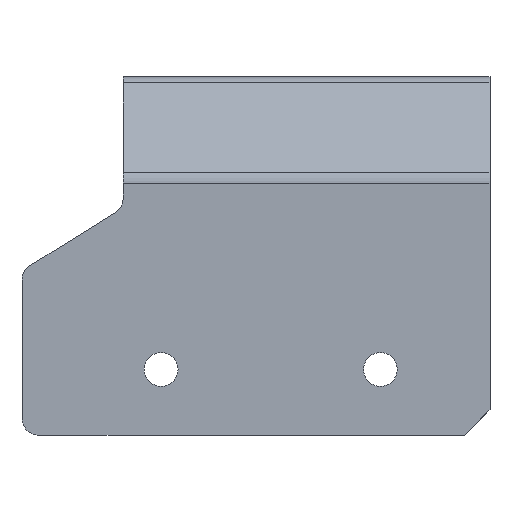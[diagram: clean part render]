
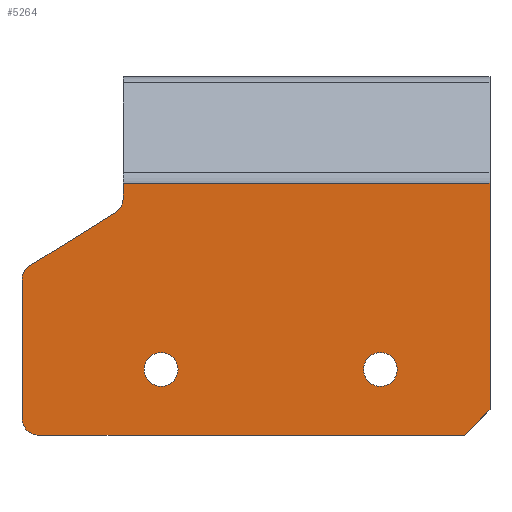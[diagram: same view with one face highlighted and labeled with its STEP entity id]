
A CAD part, left-side view. The second image highlights one B-rep face of the part: STEP entity #5264.
In plain terms, the highlighted planar face has unit normal (-1, 0, 0).
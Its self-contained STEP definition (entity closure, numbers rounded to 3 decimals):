
#66 = DIRECTION ( 'NONE',  ( -1., 0., 0. ) ) ;
#89 = DIRECTION ( 'NONE',  ( 0., 0., -1. ) ) ;
#188 = DIRECTION ( 'NONE',  ( 0., 0., 1. ) ) ;
#226 = CARTESIAN_POINT ( 'NONE',  ( -15., 55.5, -18. ) ) ;
#341 = CARTESIAN_POINT ( 'NONE',  ( -15., 55.5, -18. ) ) ;
#393 = EDGE_CURVE ( 'NONE', #4537, #5191, #4709, .T. ) ;
#407 = VERTEX_POINT ( 'NONE', #2005 ) ;
#411 = DIRECTION ( 'NONE',  ( 1., 0., 0. ) ) ;
#428 = CARTESIAN_POINT ( 'NONE',  ( -15., 13., -10.2 ) ) ;
#483 = DIRECTION ( 'NONE',  ( -1., 0., 0. ) ) ;
#529 = ORIENTED_EDGE ( 'NONE', *, *, #4609, .T. ) ;
#566 = EDGE_CURVE ( 'NONE', #1863, #5466, #3687, .T. ) ;
#569 = EDGE_CURVE ( 'NONE', #657, #960, #1081, .T. ) ;
#573 = CARTESIAN_POINT ( 'NONE',  ( -15., 43.5, 9. ) ) ;
#657 = VERTEX_POINT ( 'NONE', #938 ) ;
#693 = ORIENTED_EDGE ( 'NONE', *, *, #5476, .T. ) ;
#838 = CARTESIAN_POINT ( 'NONE',  ( -15., 3., -18. ) ) ;
#859 = VECTOR ( 'NONE', #188, 1000. ) ;
#898 = CARTESIAN_POINT ( 'NONE',  ( -15., 39., -10.2 ) ) ;
#900 = AXIS2_PLACEMENT_3D ( 'NONE', #428, #66, #3083 ) ;
#935 = AXIS2_PLACEMENT_3D ( 'NONE', #2450, #5534, #4699 ) ;
#938 = CARTESIAN_POINT ( 'NONE',  ( -15., 39., -8.2 ) ) ;
#960 = VERTEX_POINT ( 'NONE', #3996 ) ;
#1081 = CIRCLE ( 'NONE', #4117, 2. ) ;
#1111 = VERTEX_POINT ( 'NONE', #4792 ) ;
#1126 = CARTESIAN_POINT ( 'NONE',  ( -15., 55.5, 0.392 ) ) ;
#1167 = LINE ( 'NONE', #4066, #3699 ) ;
#1174 = CARTESIAN_POINT ( 'NONE',  ( -15., 55.5, 11.855 ) ) ;
#1226 = ORIENTED_EDGE ( 'NONE', *, *, #4143, .F. ) ;
#1247 = DIRECTION ( 'NONE',  ( 0., 0., 1. ) ) ;
#1303 = CIRCLE ( 'NONE', #900, 2. ) ;
#1313 = AXIS2_PLACEMENT_3D ( 'NONE', #3062, #3966, #5242 ) ;
#1405 = ORIENTED_EDGE ( 'NONE', *, *, #4721, .F. ) ;
#1408 = VECTOR ( 'NONE', #4246, 1000. ) ;
#1510 = EDGE_CURVE ( 'NONE', #3910, #407, #4183, .T. ) ;
#1567 = FACE_BOUND ( 'NONE', #2797, .T. ) ;
#1574 = ORIENTED_EDGE ( 'NONE', *, *, #393, .T. ) ;
#1599 = LINE ( 'NONE', #573, #859 ) ;
#1816 = ORIENTED_EDGE ( 'NONE', *, *, #569, .F. ) ;
#1847 = DIRECTION ( 'NONE',  ( 0., 0., -1. ) ) ;
#1859 = EDGE_LOOP ( 'NONE', ( #693, #529, #1574, #5211, #1226, #5006, #4561, #4797, #5129, #5432 ) ) ;
#1863 = VERTEX_POINT ( 'NONE', #4658 ) ;
#1927 = LINE ( 'NONE', #838, #2405 ) ;
#1984 = VERTEX_POINT ( 'NONE', #2296 ) ;
#1991 = CARTESIAN_POINT ( 'NONE',  ( -15., 55.5, -16. ) ) ;
#2005 = CARTESIAN_POINT ( 'NONE',  ( -15., 13., -12.2 ) ) ;
#2155 = CARTESIAN_POINT ( 'NONE',  ( -15., 45.5, 10.108 ) ) ;
#2197 = AXIS2_PLACEMENT_3D ( 'NONE', #5346, #4502, #1847 ) ;
#2284 = DIRECTION ( 'NONE',  ( 0., 0., -1. ) ) ;
#2296 = CARTESIAN_POINT ( 'NONE',  ( -15., 43.5, 10.108 ) ) ;
#2374 = DIRECTION ( 'NONE',  ( 0., -1., 0. ) ) ;
#2378 = VERTEX_POINT ( 'NONE', #2742 ) ;
#2405 = VECTOR ( 'NONE', #3045, 1000. ) ;
#2450 = CARTESIAN_POINT ( 'NONE',  ( -15., 53.5, -16. ) ) ;
#2573 = LINE ( 'NONE', #1174, #1408 ) ;
#2697 = AXIS2_PLACEMENT_3D ( 'NONE', #2155, #411, #5636 ) ;
#2742 = CARTESIAN_POINT ( 'NONE',  ( -15., 43.5, 11.855 ) ) ;
#2797 = EDGE_LOOP ( 'NONE', ( #1405, #1816 ) ) ;
#3017 = FACE_OUTER_BOUND ( 'NONE', #1859, .T. ) ;
#3045 = DIRECTION ( 'NONE',  ( 0., -0.707, 0.707 ) ) ;
#3062 = CARTESIAN_POINT ( 'NONE',  ( -15., 55.5, -18. ) ) ;
#3075 = VERTEX_POINT ( 'NONE', #1991 ) ;
#3083 = DIRECTION ( 'NONE',  ( 0., 0., -1. ) ) ;
#3087 = CARTESIAN_POINT ( 'NONE',  ( -15., 53.5, 0.392 ) ) ;
#3095 = CARTESIAN_POINT ( 'NONE',  ( -15., 0., 11.855 ) ) ;
#3099 = DIRECTION ( 'NONE',  ( -1., 0., 0. ) ) ;
#3154 = CIRCLE ( 'NONE', #2697, 2. ) ;
#3188 = DIRECTION ( 'NONE',  ( 0., -0.848, 0.53 ) ) ;
#3220 = LINE ( 'NONE', #341, #4328 ) ;
#3235 = AXIS2_PLACEMENT_3D ( 'NONE', #3087, #483, #89 ) ;
#3240 = EDGE_CURVE ( 'NONE', #5191, #2378, #2573, .T. ) ;
#3582 = CARTESIAN_POINT ( 'NONE',  ( -15., 0., -18. ) ) ;
#3646 = AXIS2_PLACEMENT_3D ( 'NONE', #4901, #4472, #5341 ) ;
#3669 = DIRECTION ( 'NONE',  ( 0., 0., 1. ) ) ;
#3687 = CIRCLE ( 'NONE', #3235, 2. ) ;
#3699 = VECTOR ( 'NONE', #3188, 1000. ) ;
#3904 = LINE ( 'NONE', #226, #4640 ) ;
#3910 = VERTEX_POINT ( 'NONE', #4673 ) ;
#3966 = DIRECTION ( 'NONE',  ( 1., 0., 0. ) ) ;
#3973 = VECTOR ( 'NONE', #3669, 1000. ) ;
#3996 = CARTESIAN_POINT ( 'NONE',  ( -15., 39., -12.2 ) ) ;
#4066 = CARTESIAN_POINT ( 'NONE',  ( -15., 55.5, 1.5 ) ) ;
#4117 = AXIS2_PLACEMENT_3D ( 'NONE', #898, #3099, #2284 ) ;
#4143 = EDGE_CURVE ( 'NONE', #1984, #2378, #1599, .T. ) ;
#4183 = CIRCLE ( 'NONE', #3646, 2. ) ;
#4246 = DIRECTION ( 'NONE',  ( 0., 1., 0. ) ) ;
#4294 = VERTEX_POINT ( 'NONE', #4622 ) ;
#4327 = ORIENTED_EDGE ( 'NONE', *, *, #5268, .F. ) ;
#4328 = VECTOR ( 'NONE', #1247, 1000. ) ;
#4472 = DIRECTION ( 'NONE',  ( -1., 0., 0. ) ) ;
#4499 = VERTEX_POINT ( 'NONE', #4765 ) ;
#4502 = DIRECTION ( 'NONE',  ( -1., 0., 0. ) ) ;
#4524 = CIRCLE ( 'NONE', #2197, 2. ) ;
#4537 = VERTEX_POINT ( 'NONE', #5241 ) ;
#4561 = ORIENTED_EDGE ( 'NONE', *, *, #4678, .F. ) ;
#4609 = EDGE_CURVE ( 'NONE', #4294, #4537, #1927, .T. ) ;
#4622 = CARTESIAN_POINT ( 'NONE',  ( -15., 3., -18. ) ) ;
#4640 = VECTOR ( 'NONE', #2374, 1000. ) ;
#4647 = CIRCLE ( 'NONE', #935, 2. ) ;
#4658 = CARTESIAN_POINT ( 'NONE',  ( -15., 54.56, 2.088 ) ) ;
#4673 = CARTESIAN_POINT ( 'NONE',  ( -15., 13., -8.2 ) ) ;
#4678 = EDGE_CURVE ( 'NONE', #1863, #1111, #1167, .T. ) ;
#4699 = DIRECTION ( 'NONE',  ( 0., 0., -1. ) ) ;
#4709 = LINE ( 'NONE', #3582, #3973 ) ;
#4713 = EDGE_LOOP ( 'NONE', ( #4327, #4955 ) ) ;
#4721 = EDGE_CURVE ( 'NONE', #960, #657, #4524, .T. ) ;
#4765 = CARTESIAN_POINT ( 'NONE',  ( -15., 53.5, -18. ) ) ;
#4792 = CARTESIAN_POINT ( 'NONE',  ( -15., 44.44, 8.412 ) ) ;
#4797 = ORIENTED_EDGE ( 'NONE', *, *, #566, .T. ) ;
#4901 = CARTESIAN_POINT ( 'NONE',  ( -15., 13., -10.2 ) ) ;
#4933 = EDGE_CURVE ( 'NONE', #3075, #4499, #4647, .T. ) ;
#4955 = ORIENTED_EDGE ( 'NONE', *, *, #1510, .F. ) ;
#4971 = FACE_BOUND ( 'NONE', #4713, .T. ) ;
#5006 = ORIENTED_EDGE ( 'NONE', *, *, #5147, .T. ) ;
#5129 = ORIENTED_EDGE ( 'NONE', *, *, #5157, .F. ) ;
#5147 = EDGE_CURVE ( 'NONE', #1984, #1111, #3154, .T. ) ;
#5157 = EDGE_CURVE ( 'NONE', #3075, #5466, #3220, .T. ) ;
#5191 = VERTEX_POINT ( 'NONE', #3095 ) ;
#5211 = ORIENTED_EDGE ( 'NONE', *, *, #3240, .T. ) ;
#5241 = CARTESIAN_POINT ( 'NONE',  ( -15., 0., -15. ) ) ;
#5242 = DIRECTION ( 'NONE',  ( 0., 0., -1. ) ) ;
#5261 = PLANE ( 'NONE',  #1313 ) ;
#5264 = ADVANCED_FACE ( 'NONE', ( #1567, #4971, #3017 ), #5261, .F. ) ;
#5268 = EDGE_CURVE ( 'NONE', #407, #3910, #1303, .T. ) ;
#5341 = DIRECTION ( 'NONE',  ( 0., 0., -1. ) ) ;
#5346 = CARTESIAN_POINT ( 'NONE',  ( -15., 39., -10.2 ) ) ;
#5432 = ORIENTED_EDGE ( 'NONE', *, *, #4933, .T. ) ;
#5466 = VERTEX_POINT ( 'NONE', #1126 ) ;
#5476 = EDGE_CURVE ( 'NONE', #4499, #4294, #3904, .T. ) ;
#5534 = DIRECTION ( 'NONE',  ( -1., 0., 0. ) ) ;
#5636 = DIRECTION ( 'NONE',  ( 0., 0., -1. ) ) ;
